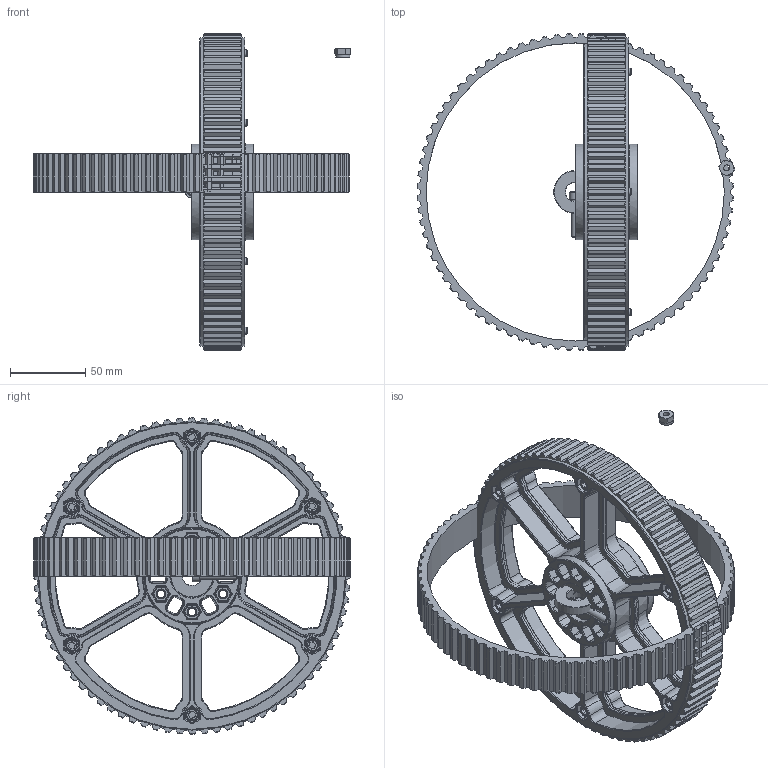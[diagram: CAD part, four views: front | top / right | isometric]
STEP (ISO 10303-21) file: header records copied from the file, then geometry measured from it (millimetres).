
FILE_DESCRIPTION( ( 'Unknown' ), '1' );
FILE_NAME( '8PlactionRough_500bearing.stp', 'Unknown', ( 'Unknown' ), ( 'Unknown' ), 'XStep 1.0', 'Unknown', ' ' );
FILE_SCHEMA( ( 'CONFIG_CONTROL_DESIGN' ) );
Length unit declared in the file: millimetre
Products named in the file (6): Assem1; 10-32_nylock_nut; 8RoughTread; 8MW_d01_v2; 10-32x1000_shcs; r8 bearing
Bounding box: 211.79 x 210.82 x 210.82 mm (x, y, z)
Volume: 532021.8 mm3; surface area: 315315.2 mm2
Topology: 22 solids, 22 shells, 4291 faces, 10443 edges, 6270 vertices
Faces by surface type: cylinder 1243, plane 1072, torus 708, cone 644, bspline 324, sphere 300
Full cylindrical faces by diameter (mm): 4.039 x7, 4.775 x7, 7.823 x7, 9.525 x7, 12.7 x3, 25.4 x3, 28.575 x3, 198.628 x2, 202.692 x3, 205.232 x3
Entity records: 48409 total; most frequent: CARTESIAN_POINT 11621, DIRECTION 8042, ORIENTED_EDGE 7498, EDGE_CURVE 3749, AXIS2_PLACEMENT_3D 3229, VERTEX_POINT 2313, EDGE_LOOP 1682, CIRCLE 1641
